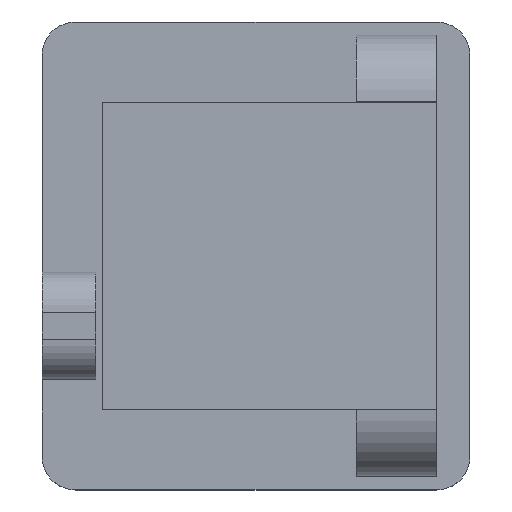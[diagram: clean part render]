
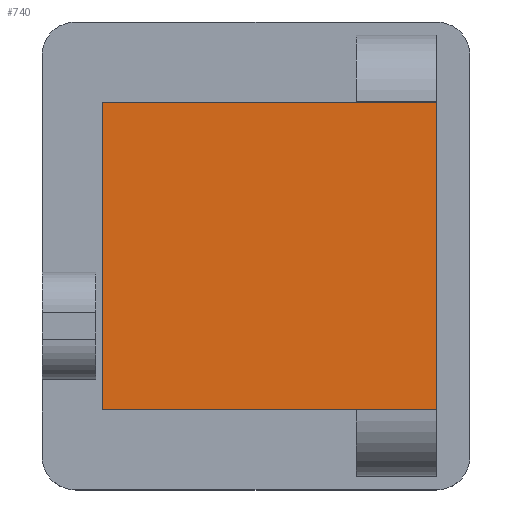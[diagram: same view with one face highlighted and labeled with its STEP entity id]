
A CAD part, top view. The second image highlights one B-rep face of the part: STEP entity #740.
In plain terms, the highlighted planar face has unit normal (0, 0, 1).
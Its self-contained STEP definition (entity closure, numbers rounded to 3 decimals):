
#87=FACE_OUTER_BOUND('',#132,.T.);
#132=EDGE_LOOP('',(#639,#640,#641,#642,#643,#644));
#166=LINE('',#1089,#247);
#212=LINE('',#1216,#293);
#214=LINE('',#1221,#295);
#216=LINE('',#1224,#297);
#217=LINE('',#1226,#298);
#218=LINE('',#1227,#299);
#247=VECTOR('',#875,10.);
#293=VECTOR('',#997,10.);
#295=VECTOR('',#1001,10.);
#297=VECTOR('',#1005,10.);
#298=VECTOR('',#1008,10.);
#299=VECTOR('',#1009,10.);
#325=VERTEX_POINT('',#1086);
#326=VERTEX_POINT('',#1088);
#368=VERTEX_POINT('',#1212);
#369=VERTEX_POINT('',#1214);
#370=VERTEX_POINT('',#1218);
#371=VERTEX_POINT('',#1220);
#400=EDGE_CURVE('',#326,#325,#166,.T.);
#464=EDGE_CURVE('',#368,#369,#212,.T.);
#466=EDGE_CURVE('',#371,#370,#214,.T.);
#468=EDGE_CURVE('',#369,#371,#216,.T.);
#469=EDGE_CURVE('',#368,#325,#217,.T.);
#470=EDGE_CURVE('',#326,#370,#218,.T.);
#639=ORIENTED_EDGE('',*,*,#469,.F.);
#640=ORIENTED_EDGE('',*,*,#464,.T.);
#641=ORIENTED_EDGE('',*,*,#468,.T.);
#642=ORIENTED_EDGE('',*,*,#466,.T.);
#643=ORIENTED_EDGE('',*,*,#470,.F.);
#644=ORIENTED_EDGE('',*,*,#400,.T.);
#701=PLANE('',#815);
#740=ADVANCED_FACE('',(#87),#701,.T.);
#815=AXIS2_PLACEMENT_3D('',#1225,#1006,#1007);
#875=DIRECTION('',(0.,1.,0.));
#997=DIRECTION('',(-1.,0.,0.));
#1001=DIRECTION('',(1.,0.,0.));
#1005=DIRECTION('',(0.,-1.,0.));
#1006=DIRECTION('center_axis',(0.,0.,1.));
#1007=DIRECTION('ref_axis',(1.,0.,0.));
#1008=DIRECTION('',(1.,0.,0.));
#1009=DIRECTION('',(-1.,0.,0.));
#1086=CARTESIAN_POINT('',(13.5,11.5,6.));
#1088=CARTESIAN_POINT('',(13.5,-11.5,6.));
#1089=CARTESIAN_POINT('',(13.5,11.5,6.));
#1212=CARTESIAN_POINT('',(7.5,11.5,6.));
#1214=CARTESIAN_POINT('',(-11.5,11.5,6.));
#1216=CARTESIAN_POINT('',(-11.5,11.5,6.));
#1218=CARTESIAN_POINT('',(7.5,-11.5,6.));
#1220=CARTESIAN_POINT('',(-11.5,-11.5,6.));
#1221=CARTESIAN_POINT('',(13.5,-11.5,6.));
#1224=CARTESIAN_POINT('',(-11.5,-11.5,6.));
#1225=CARTESIAN_POINT('Origin',(1.,0.,6.));
#1226=CARTESIAN_POINT('',(4.25,11.5,6.));
#1227=CARTESIAN_POINT('',(7.25,-11.5,6.));
